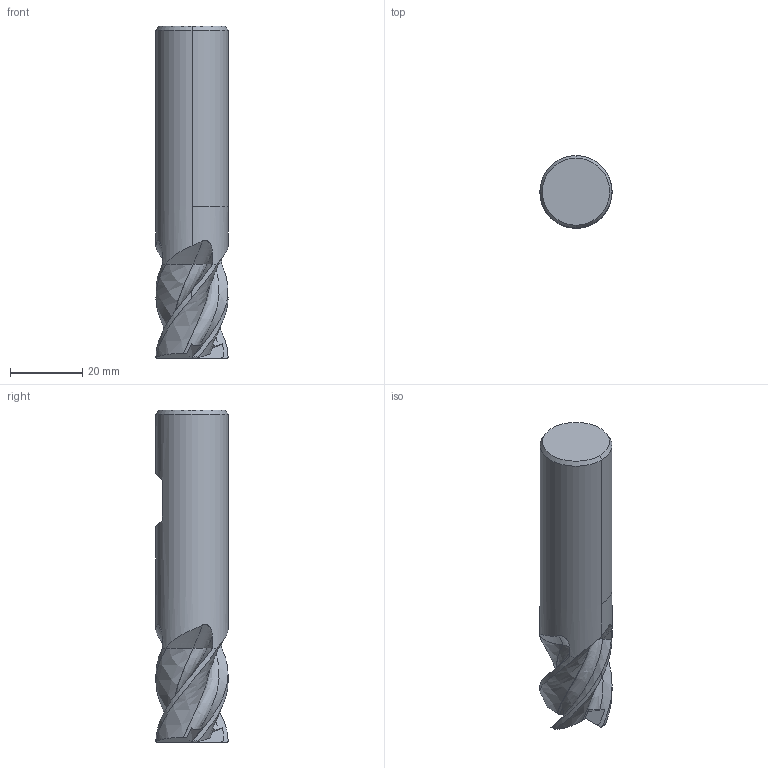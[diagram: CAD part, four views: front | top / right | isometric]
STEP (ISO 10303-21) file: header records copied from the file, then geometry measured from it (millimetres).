
FILE_DESCRIPTION(('no description'),'unknown implementation level');
FILE_NAME('EXPK1-M01-0174-20-Detail.stp',' ',('CIMSOURCE GmbH'),('CADClick - KiM GmbH - www.kimweb.de'),'unknown preprocess','ACIS','unknown authorization');
FILE_SCHEMA(('automotive_design'));
Length unit declared in the file: millimetre
Products named in the file (2): NOCUT; CUT
Bounding box: 20 x 20 x 92 mm (x, y, z)
Volume: 24432.2 mm3; surface area: 6908.1 mm2
Topology: 2 solids, 2 shells, 77 faces, 209 edges, 137 vertices
Faces by surface type: plane 27, revolution 16, bspline 16, cone 8, torus 6, cylinder 4
Entity records: 10356 total; most frequent: CARTESIAN_POINT 6235, STYLED_ITEM 425, PRESENTATION_STYLE_ASSIGNMENT 425, COLOUR_RGB 425, ORIENTED_EDGE 418, DIRECTION 271, EDGE_CURVE 209, CURVE_STYLE 209
